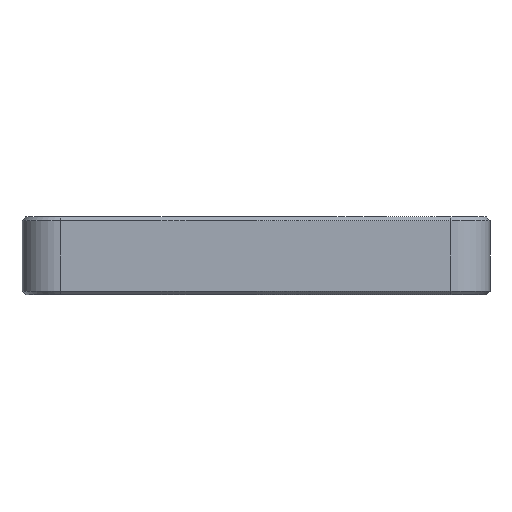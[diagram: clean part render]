
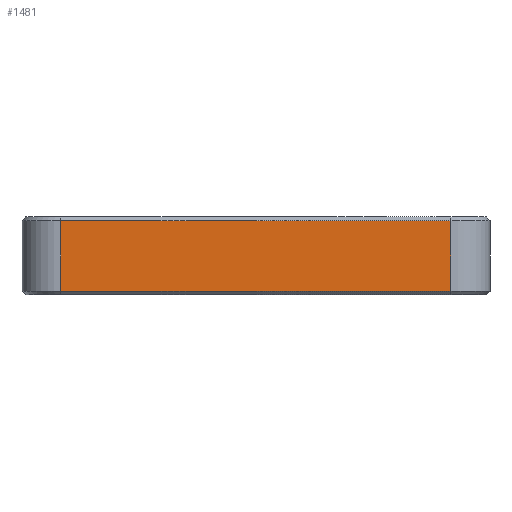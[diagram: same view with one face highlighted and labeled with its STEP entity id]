
A CAD part, left-side view. The second image highlights one B-rep face of the part: STEP entity #1481.
In plain terms, the highlighted planar face has unit normal (-1, 0, 0).
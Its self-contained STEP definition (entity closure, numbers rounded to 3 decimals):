
#16 = AXIS2_PLACEMENT_3D ( 'NONE', #3434, #3422, #3435 ) ;
#418 = VECTOR ( 'NONE', #937, 1000. ) ;
#459 = VECTOR ( 'NONE', #1022, 1000. ) ;
#533 = VECTOR ( 'NONE', #1104, 1000. ) ;
#552 = VECTOR ( 'NONE', #1237, 1000. ) ;
#921 = CARTESIAN_POINT ( 'NONE',  ( -60., -50., 10. ) ) ;
#926 = LINE ( 'NONE', #921, #418 ) ;
#937 = DIRECTION ( 'NONE',  ( 0., 0., 1. ) ) ;
#1009 = LINE ( 'NONE', #1013, #459 ) ;
#1013 = CARTESIAN_POINT ( 'NONE',  ( -60., 50., 10. ) ) ;
#1022 = DIRECTION ( 'NONE',  ( 0., 0., -1. ) ) ;
#1076 = CARTESIAN_POINT ( 'NONE',  ( -60., 60., -9. ) ) ;
#1089 = LINE ( 'NONE', #1076, #533 ) ;
#1104 = DIRECTION ( 'NONE',  ( 0., -1., 0. ) ) ;
#1185 = LINE ( 'NONE', #1221, #552 ) ;
#1221 = CARTESIAN_POINT ( 'NONE',  ( -60., 50., 9. ) ) ;
#1237 = DIRECTION ( 'NONE',  ( 0., 1., 0. ) ) ;
#1481 = ADVANCED_FACE ( 'NONE', ( #3366 ), #3431, .F. ) ;
#1750 = EDGE_CURVE ( 'NONE', #2498, #2497, #926, .T. ) ;
#1783 = EDGE_CURVE ( 'NONE', #2506, #2464, #1009, .T. ) ;
#1807 = EDGE_CURVE ( 'NONE', #2464, #2498, #1089, .T. ) ;
#1847 = EDGE_CURVE ( 'NONE', #2497, #2506, #1185, .T. ) ;
#2046 = CARTESIAN_POINT ( 'NONE',  ( -60., 50., -9. ) ) ;
#2051 = CARTESIAN_POINT ( 'NONE',  ( -60., -50., 9. ) ) ;
#2054 = CARTESIAN_POINT ( 'NONE',  ( -60., -50., -9. ) ) ;
#2066 = CARTESIAN_POINT ( 'NONE',  ( -60., 50., 9. ) ) ;
#2294 = EDGE_LOOP ( 'NONE', ( #3068, #3100, #3070, #3077 ) ) ;
#2464 = VERTEX_POINT ( 'NONE', #2046 ) ;
#2497 = VERTEX_POINT ( 'NONE', #2051 ) ;
#2498 = VERTEX_POINT ( 'NONE', #2054 ) ;
#2506 = VERTEX_POINT ( 'NONE', #2066 ) ;
#3068 = ORIENTED_EDGE ( 'NONE', *, *, #1783, .T. ) ;
#3070 = ORIENTED_EDGE ( 'NONE', *, *, #1750, .T. ) ;
#3077 = ORIENTED_EDGE ( 'NONE', *, *, #1847, .T. ) ;
#3100 = ORIENTED_EDGE ( 'NONE', *, *, #1807, .T. ) ;
#3366 = FACE_OUTER_BOUND ( 'NONE', #2294, .T. ) ;
#3422 = DIRECTION ( 'NONE',  ( 1., 0., 0. ) ) ;
#3431 = PLANE ( 'NONE',  #16 ) ;
#3434 = CARTESIAN_POINT ( 'NONE',  ( -60., 60., 10. ) ) ;
#3435 = DIRECTION ( 'NONE',  ( 0., 1., 0. ) ) ;
